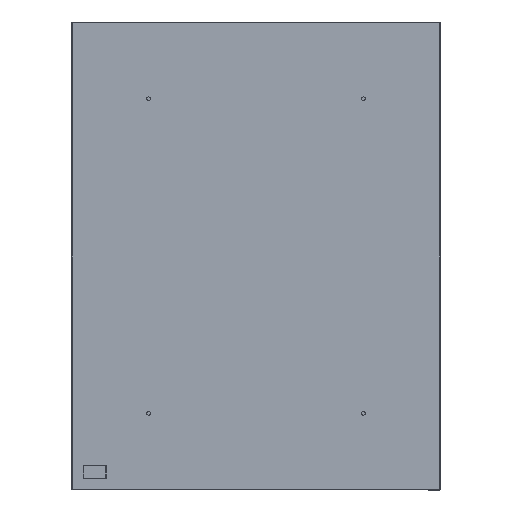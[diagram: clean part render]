
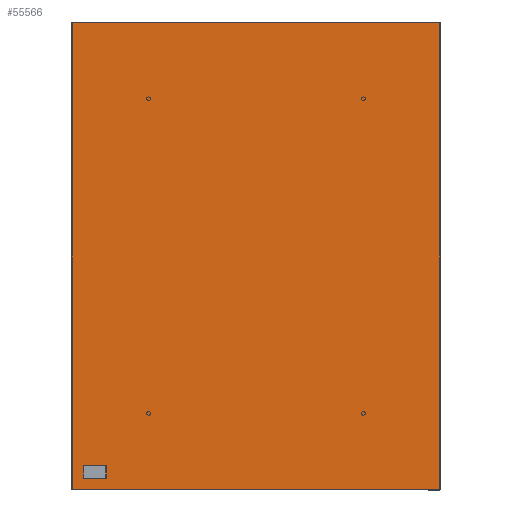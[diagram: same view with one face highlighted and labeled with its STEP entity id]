
A CAD part, left-side view. The second image highlights one B-rep face of the part: STEP entity #55566.
In plain terms, the highlighted planar face has unit normal (-1, 0, 0).
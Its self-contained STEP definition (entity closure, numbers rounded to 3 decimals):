
#55205=CARTESIAN_POINT('',(-78.969,6782.566,1.131));
#55206=VERTEX_POINT('',#55205);
#55207=CARTESIAN_POINT('',(-78.969,6782.566,608.369));
#55208=VERTEX_POINT('',#55207);
#55209=CARTESIAN_POINT('',(-78.969,6782.566,1.131));
#55210=DIRECTION('',(0.0,0.0,1.0));
#55211=VECTOR('',#55210,607.237);
#55212=LINE('',#55209,#55211);
#55213=EDGE_CURVE('',#55206,#55208,#55212,.T.);
#55245=CARTESIAN_POINT('',(-78.969,6782.235,608.7));
#55246=VERTEX_POINT('',#55245);
#55247=CARTESIAN_POINT('',(-78.969,6782.566,608.369));
#55248=DIRECTION('',(0.0,-0.707,0.707));
#55249=VECTOR('',#55248,0.469);
#55250=LINE('',#55247,#55249);
#55251=EDGE_CURVE('',#55208,#55246,#55250,.T.);
#55276=CARTESIAN_POINT('',(-78.969,6304.498,608.7));
#55277=VERTEX_POINT('',#55276);
#55278=CARTESIAN_POINT('',(-78.969,6782.235,608.7));
#55279=DIRECTION('',(0.0,-1.0,0.0));
#55280=VECTOR('',#55279,477.737);
#55281=LINE('',#55278,#55280);
#55282=EDGE_CURVE('',#55246,#55277,#55281,.T.);
#55316=CARTESIAN_POINT('',(-78.969,6304.166,608.369));
#55317=VERTEX_POINT('',#55316);
#55318=CARTESIAN_POINT('',(-78.969,6304.498,608.7));
#55319=DIRECTION('',(0.0,-0.707,-0.707));
#55320=VECTOR('',#55319,0.469);
#55321=LINE('',#55318,#55320);
#55322=EDGE_CURVE('',#55277,#55317,#55321,.T.);
#55347=CARTESIAN_POINT('',(-78.969,6304.166,1.131));
#55348=VERTEX_POINT('',#55347);
#55349=CARTESIAN_POINT('',(-78.969,6304.166,608.369));
#55350=DIRECTION('',(0.0,0.0,-1.0));
#55351=VECTOR('',#55350,607.237);
#55352=LINE('',#55349,#55351);
#55353=EDGE_CURVE('',#55317,#55348,#55352,.T.);
#55378=CARTESIAN_POINT('',(-78.969,6304.498,0.8));
#55379=VERTEX_POINT('',#55378);
#55380=CARTESIAN_POINT('',(-78.969,6304.166,1.131));
#55381=DIRECTION('',(0.0,0.707,-0.707));
#55382=VECTOR('',#55381,0.469);
#55383=LINE('',#55380,#55382);
#55384=EDGE_CURVE('',#55348,#55379,#55383,.T.);
#55409=CARTESIAN_POINT('',(-78.969,6782.235,0.8));
#55410=VERTEX_POINT('',#55409);
#55411=CARTESIAN_POINT('',(-78.969,6304.498,0.8));
#55412=DIRECTION('',(0.0,1.0,0.0));
#55413=VECTOR('',#55412,477.737);
#55414=LINE('',#55411,#55413);
#55415=EDGE_CURVE('',#55379,#55410,#55414,.T.);
#55438=CARTESIAN_POINT('',(-78.969,6782.235,0.8));
#55439=DIRECTION('',(0.0,0.707,0.707));
#55440=VECTOR('',#55439,0.469);
#55441=LINE('',#55438,#55440);
#55442=EDGE_CURVE('',#55410,#55206,#55441,.T.);
#55551=CARTESIAN_POINT('',(-78.969,6543.366,0.799));
#55552=DIRECTION('',(-1.0,0.0,0.0));
#55553=DIRECTION('',(0.0,0.0,1.0));
#55554=AXIS2_PLACEMENT_3D('',#55551,#55552,#55553);
#55555=PLANE('',#55554);
#55556=ORIENTED_EDGE('',*,*,#55213,.F.);
#55557=ORIENTED_EDGE('',*,*,#55442,.F.);
#55558=ORIENTED_EDGE('',*,*,#55415,.F.);
#55559=ORIENTED_EDGE('',*,*,#55384,.F.);
#55560=ORIENTED_EDGE('',*,*,#55353,.F.);
#55561=ORIENTED_EDGE('',*,*,#55322,.F.);
#55562=ORIENTED_EDGE('',*,*,#55282,.F.);
#55563=ORIENTED_EDGE('',*,*,#55251,.F.);
#55564=EDGE_LOOP('',(#55556,#55557,#55558,#55559,#55560,#55561,#55562,#55563));
#55565=FACE_OUTER_BOUND('',#55564,.T.);
#55566=ADVANCED_FACE('',(#55565),#55555,.T.);
